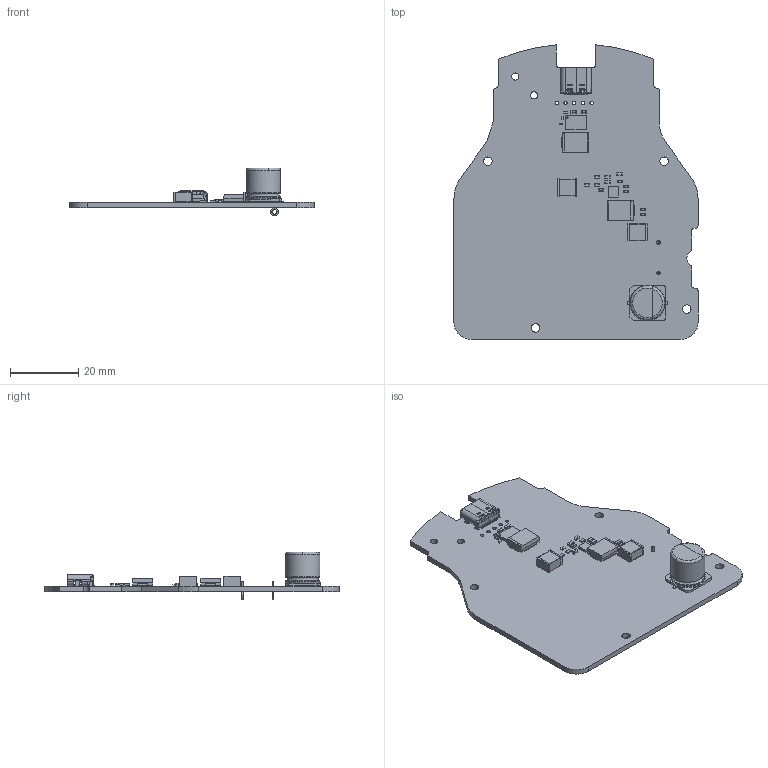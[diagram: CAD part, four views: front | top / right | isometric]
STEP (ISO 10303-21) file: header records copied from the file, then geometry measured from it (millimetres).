
FILE_DESCRIPTION(('KiCad electronic assembly'),'2;1');
FILE_NAME('BatteryPod.step','2024-05-07T03:13:34',('Pcbnew'),('Kicad'), 'Open CASCADE STEP processor 7.7','KiCad to STEP converter','Unknown' );
FILE_SCHEMA(('AUTOMOTIVE_DESIGN { 1 0 10303 214 1 1 1 1 }'));
Length unit declared in the file: millimetre
Products named in the file (22): BatteryPod 1; TPS25750DRJKR; C_0603_1608Metric; RTE0016C; RTE0016C_ASM; R_0603_1608Metric; C_2220_5650Metric; USB_C_Receptacle_GCT_USB4105-xx-A_16P_TopMnt_Horizontal; USB_C_Receptacle_16P_TopMnt_Horizontal_GCT_USB4105-xx-A; D_SMC; C_0402_1005Metric; CP_Elec_10x10; TestPoint_Loop_D2.50mm_Drill1.0mm_LowProfile; BatteryPod_PCB
Assembly tree (38 placements, depth 3):
  BatteryPod 1
    TPS25750DRJKR
      TPS25750DRJKR
    C_0603_1608Metric  x9
      C_0603_1608Metric
    RTE0016C
      RTE0016C_ASM
    R_0603_1608Metric  x5
      R_0603_1608Metric
    C_2220_5650Metric  x2
      C_2220_5650Metric
    USB_C_Receptacle_GCT_USB4105-xx-A_16P_TopMnt_Horizontal
      USB_C_Receptacle_16P_TopMnt_Horizontal_GCT_USB4105-xx-A
    D_SMC  x2
      D_SMC
    C_0402_1005Metric  x3
      C_0402_1005Metric
    CP_Elec_10x10
      CP_Elec_10x10
    TestPoint_Loop_D2.50mm_Drill1.0mm_LowProfile  x2
      TestPoint_Loop_D2.50mm_Drill1.0mm_LowProfile
    BatteryPod_PCB
Bounding box: 71.5 x 86.28 x 14.05 mm (x, y, z)
Volume: 9519.4 mm3; surface area: 12899 mm2
Topology: 123 solids, 123 shells, 2435 faces, 6267 edges, 4109 vertices
Faces by surface type: plane 1812, cylinder 582, bspline 26, cone 8, torus 6, revolution 1
Full cylindrical faces by diameter (mm): 0.2 x5, 0.25 x24, 0.5 x6, 0.65 x2, 1 x7, 2.1 x2, 2.5 x4, 10 x2
Entity records: 67310 total; most frequent: CARTESIAN_POINT 11338, ORIENTED_EDGE 10172, DIRECTION 9880, EDGE_CURVE 5086, LINE 4201, VECTOR 4201, VERTEX_POINT 3331, AXIS2_PLACEMENT_3D 2839
